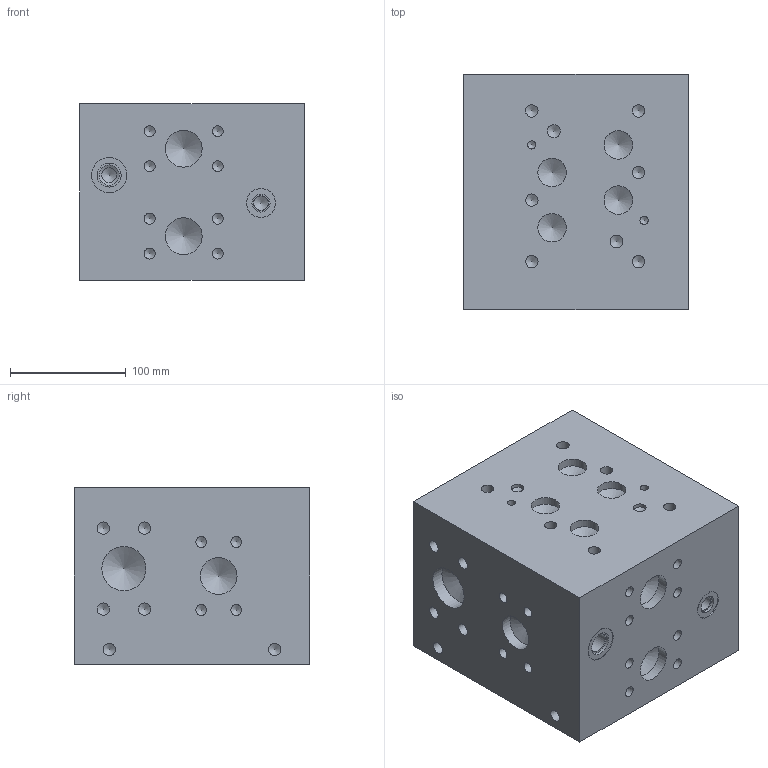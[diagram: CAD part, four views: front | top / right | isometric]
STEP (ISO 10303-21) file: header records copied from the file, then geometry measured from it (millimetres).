
FILE_DESCRIPTION((''),'2;1');
FILE_NAME('AD08HP015F_1.stp','2011-07-05T11:15:58',('juliea'),(''),'Autodesk Inventor 2011','Autodesk Inventor 2011','');
FILE_SCHEMA(('AUTOMOTIVE_DESIGN { 1 0 10303 214 1 1 1 1 }'));
Length unit declared in the file: millimetre
Products named in the file (1): AD08HP015F_1_3D
Bounding box: 193.68 x 203.2 x 152.4 mm (x, y, z)
Volume: 5802836 mm3; surface area: 248528.7 mm2
Topology: 1 solids, 1 shells, 126 faces, 297 edges, 179 vertices
Faces by surface type: cylinder 60, cone 54, plane 12
Full cylindrical faces by diameter (mm): 7.137 x2, 9.347 x16, 9.525 x1, 9.881 x1, 10.719 x18, 11.125 x2, 12.294 x1, 12.395 x1, 12.7 x1, 12.9 x1, 15.596 x1, 17.501 x1, 20.599 x1, 21.285 x1, 24.613 x4, 25.019 x1, 30.251 x1, 31.75 x4, 38.1 x2
Entity records: 2582 total; most frequent: DIRECTION 506, CARTESIAN_POINT 387, ORIENTED_EDGE 264, AXIS2_PLACEMENT_3D 247, EDGE_LOOP 246, EDGE_CURVE 132, VERTEX_POINT 128, FACE_OUTER_BOUND 126
